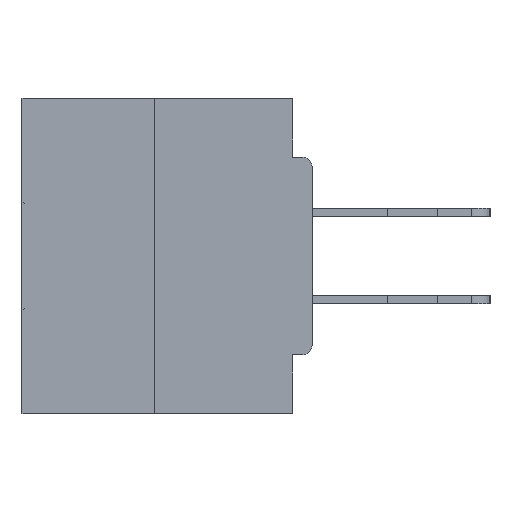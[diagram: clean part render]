
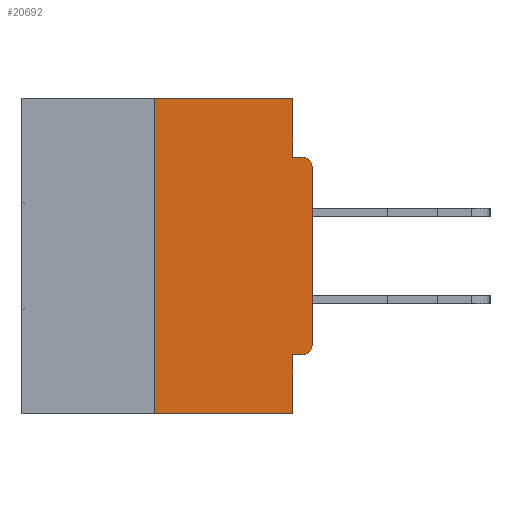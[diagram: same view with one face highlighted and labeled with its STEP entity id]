
A CAD part, left-side view. The second image highlights one B-rep face of the part: STEP entity #20692.
In plain terms, the highlighted planar face has unit normal (-1, 0, 0).
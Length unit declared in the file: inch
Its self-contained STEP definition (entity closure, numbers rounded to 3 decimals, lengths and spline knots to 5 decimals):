
#26 = CARTESIAN_POINT ( 'NONE',  ( 0., 0.031, -0.4065 ) ) ;
#564 = AXIS2_PLACEMENT_3D ( 'NONE', #35004, #15653, #21998 ) ;
#949 = EDGE_CURVE ( 'NONE', #6620, #9978, #36179, .T. ) ;
#1799 = VECTOR ( 'NONE', #9415, 39.37008 ) ;
#1911 = VECTOR ( 'NONE', #37313, 39.37008 ) ;
#2092 = VERTEX_POINT ( 'NONE', #7088 ) ;
#2515 = VERTEX_POINT ( 'NONE', #4796 ) ;
#2756 = DIRECTION ( 'NONE',  ( 0., 0., -1. ) ) ;
#3188 = DIRECTION ( 'NONE',  ( -1., 0., 0. ) ) ;
#3244 = CARTESIAN_POINT ( 'NONE',  ( 0., 0.015, -0.4065 ) ) ;
#3262 = LINE ( 'NONE', #17410, #29496 ) ;
#3596 = AXIS2_PLACEMENT_3D ( 'NONE', #25774, #3188, #2756 ) ;
#3940 = EDGE_CURVE ( 'NONE', #22403, #22631, #7055, .T. ) ;
#4670 = FACE_OUTER_BOUND ( 'NONE', #10222, .T. ) ;
#4796 = CARTESIAN_POINT ( 'NONE',  ( 0., 0.015, -0.0935 ) ) ;
#4967 = ORIENTED_EDGE ( 'NONE', *, *, #3940, .T. ) ;
#5417 = EDGE_CURVE ( 'NONE', #22403, #6620, #18100, .T. ) ;
#6620 = VERTEX_POINT ( 'NONE', #26 ) ;
#7055 = CIRCLE ( 'NONE', #564, 0.015 ) ;
#7088 = CARTESIAN_POINT ( 'NONE',  ( 0., 0.031, 0. ) ) ;
#7376 = ORIENTED_EDGE ( 'NONE', *, *, #38422, .F. ) ;
#8794 = CARTESIAN_POINT ( 'NONE',  ( 0., 0., 0. ) ) ;
#9148 = EDGE_CURVE ( 'NONE', #25235, #2092, #9993, .T. ) ;
#9415 = DIRECTION ( 'NONE',  ( 0., 0., -1. ) ) ;
#9778 = DIRECTION ( 'NONE',  ( 0., 0., 1. ) ) ;
#9978 = VERTEX_POINT ( 'NONE', #32335 ) ;
#9993 = LINE ( 'NONE', #30247, #1911 ) ;
#10193 = CARTESIAN_POINT ( 'NONE',  ( 0., 0., -0.0935 ) ) ;
#10222 = EDGE_LOOP ( 'NONE', ( #28845, #20363, #11146, #41551, #36109, #4967, #41746, #15845, #7376, #23783 ) ) ;
#11034 = DIRECTION ( 'NONE',  ( 0., -1., 0. ) ) ;
#11146 = ORIENTED_EDGE ( 'NONE', *, *, #11237, .T. ) ;
#11237 = EDGE_CURVE ( 'NONE', #16161, #9978, #3262, .T. ) ;
#15321 = LINE ( 'NONE', #16404, #22908 ) ;
#15653 = DIRECTION ( 'NONE',  ( -1., 0., 0. ) ) ;
#15845 = ORIENTED_EDGE ( 'NONE', *, *, #35321, .T. ) ;
#16161 = VERTEX_POINT ( 'NONE', #35589 ) ;
#16404 = CARTESIAN_POINT ( 'NONE',  ( 0., 0.25, 0. ) ) ;
#16489 = LINE ( 'NONE', #10193, #18547 ) ;
#16532 = VECTOR ( 'NONE', #19233, 39.37008 ) ;
#16534 = DIRECTION ( 'NONE',  ( 0., -1., 0. ) ) ;
#16929 = DIRECTION ( 'NONE',  ( 0., 1., 0. ) ) ;
#17410 = CARTESIAN_POINT ( 'NONE',  ( 0., 0.46, -0.5 ) ) ;
#17623 = PLANE ( 'NONE',  #39216 ) ;
#18100 = LINE ( 'NONE', #36274, #19144 ) ;
#18547 = VECTOR ( 'NONE', #16534, 39.37008 ) ;
#19144 = VECTOR ( 'NONE', #16929, 39.37008 ) ;
#19233 = DIRECTION ( 'NONE',  ( 0., 0., 1. ) ) ;
#20270 = CARTESIAN_POINT ( 'NONE',  ( 0., 0.031, 0. ) ) ;
#20363 = ORIENTED_EDGE ( 'NONE', *, *, #40220, .F. ) ;
#20692 = ADVANCED_FACE ( 'NONE', ( #4670 ), #17623, .F. ) ;
#21998 = DIRECTION ( 'NONE',  ( 0., 0., -1. ) ) ;
#22403 = VERTEX_POINT ( 'NONE', #3244 ) ;
#22631 = VERTEX_POINT ( 'NONE', #33419 ) ;
#22908 = VECTOR ( 'NONE', #9778, 39.37008 ) ;
#23515 = DIRECTION ( 'NONE',  ( 0., 0., -1. ) ) ;
#23783 = ORIENTED_EDGE ( 'NONE', *, *, #29157, .F. ) ;
#24086 = DIRECTION ( 'NONE',  ( 0., 0., -1. ) ) ;
#24724 = LINE ( 'NONE', #20270, #38302 ) ;
#25235 = VERTEX_POINT ( 'NONE', #33644 ) ;
#25774 = CARTESIAN_POINT ( 'NONE',  ( 0., 0.015, -0.1085 ) ) ;
#26778 = CARTESIAN_POINT ( 'NONE',  ( 0., 0.46, 0. ) ) ;
#27827 = VERTEX_POINT ( 'NONE', #41075 ) ;
#28845 = ORIENTED_EDGE ( 'NONE', *, *, #9148, .F. ) ;
#29157 = EDGE_CURVE ( 'NONE', #2092, #27827, #24724, .T. ) ;
#29496 = VECTOR ( 'NONE', #11034, 39.37008 ) ;
#30247 = CARTESIAN_POINT ( 'NONE',  ( 0., 0.46, 0. ) ) ;
#32335 = CARTESIAN_POINT ( 'NONE',  ( 0., 0.031, -0.5 ) ) ;
#33419 = CARTESIAN_POINT ( 'NONE',  ( 0., 0., -0.3915 ) ) ;
#33644 = CARTESIAN_POINT ( 'NONE',  ( 0., 0.25, 0. ) ) ;
#33704 = LINE ( 'NONE', #8794, #16532 ) ;
#35004 = CARTESIAN_POINT ( 'NONE',  ( 0., 0.015, -0.3915 ) ) ;
#35070 = CARTESIAN_POINT ( 'NONE',  ( 0., 0., -0.1085 ) ) ;
#35321 = EDGE_CURVE ( 'NONE', #35774, #2515, #40817, .T. ) ;
#35387 = CARTESIAN_POINT ( 'NONE',  ( 0., 0.031, -0.5 ) ) ;
#35589 = CARTESIAN_POINT ( 'NONE',  ( 0., 0.25, -0.5 ) ) ;
#35774 = VERTEX_POINT ( 'NONE', #35070 ) ;
#36109 = ORIENTED_EDGE ( 'NONE', *, *, #5417, .F. ) ;
#36179 = LINE ( 'NONE', #35387, #1799 ) ;
#36274 = CARTESIAN_POINT ( 'NONE',  ( 0., 0., -0.4065 ) ) ;
#37313 = DIRECTION ( 'NONE',  ( 0., -1., 0. ) ) ;
#38190 = EDGE_CURVE ( 'NONE', #22631, #35774, #33704, .T. ) ;
#38302 = VECTOR ( 'NONE', #23515, 39.37008 ) ;
#38422 = EDGE_CURVE ( 'NONE', #27827, #2515, #16489, .T. ) ;
#39216 = AXIS2_PLACEMENT_3D ( 'NONE', #26778, #39897, #24086 ) ;
#39897 = DIRECTION ( 'NONE',  ( 1., 0., 0. ) ) ;
#40220 = EDGE_CURVE ( 'NONE', #16161, #25235, #15321, .T. ) ;
#40817 = CIRCLE ( 'NONE', #3596, 0.015 ) ;
#41075 = CARTESIAN_POINT ( 'NONE',  ( 0., 0.031, -0.0935 ) ) ;
#41551 = ORIENTED_EDGE ( 'NONE', *, *, #949, .F. ) ;
#41746 = ORIENTED_EDGE ( 'NONE', *, *, #38190, .T. ) ;
